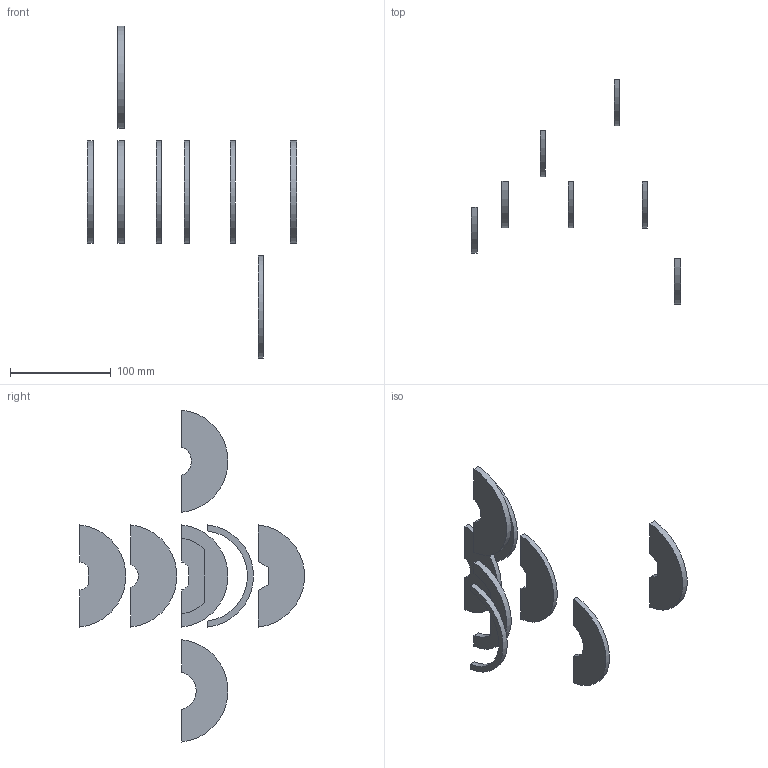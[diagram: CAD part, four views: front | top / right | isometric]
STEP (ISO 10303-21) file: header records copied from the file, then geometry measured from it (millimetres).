
FILE_DESCRIPTION(/* description */ (''),/* implementation_level */ '2;1');
FILE_NAME(/* name */ 'PVC_holders v5.step',/* time_stamp */ '2020-01-23T11:18:41-05:00',/* author */ (''),/* organization */ (''),/* preprocessor_version */ 'ST-DEVELOPER v18',/* originating_system */ 'Autodesk Translation Framework v8.12.0.6',/* authorisation */ '');
FILE_SCHEMA (('AUTOMOTIVE_DESIGN { 1 0 10303 214 3 1 1 }'));
Length unit declared in the file: inch
Products named in the file (9): PVC_holders; range ; potted1; connector1; connector2; connector3; connector4; connector2_2; connector4_2
Assembly tree (8 placements, depth 2):
  PVC_holders
    range 
    potted1
    connector1
    connector2
    connector3
    connector4
    connector2_2
    connector4_2
Bounding box: 208.28 x 223.66 x 330.35 mm (x, y, z)
Volume: 129171.6 mm3; surface area: 58345.3 mm2
Topology: 8 solids, 8 shells, 58 faces, 126 edges, 84 vertices
Faces by surface type: plane 40, cylinder 18
Entity records: 1865 total; most frequent: DIRECTION 312, CARTESIAN_POINT 285, ORIENTED_EDGE 252, EDGE_CURVE 126, AXIS2_PLACEMENT_3D 111, LINE 90, VECTOR 90, VERTEX_POINT 84
